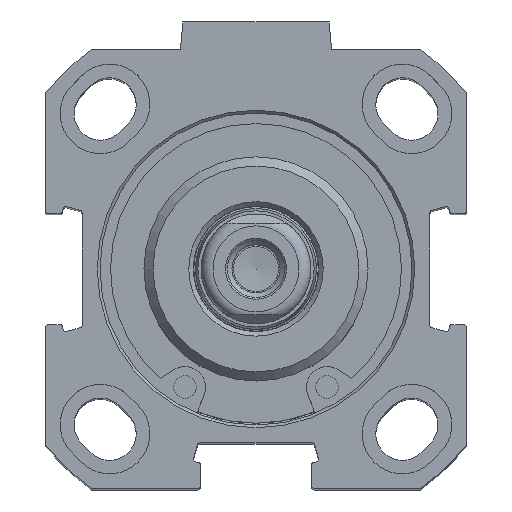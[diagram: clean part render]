
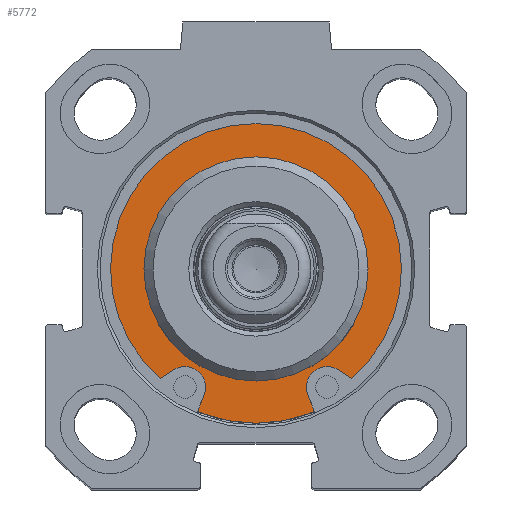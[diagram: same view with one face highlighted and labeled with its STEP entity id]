
A CAD part, top view. The second image highlights one B-rep face of the part: STEP entity #5772.
In plain terms, the highlighted planar face has unit normal (0, 0, 1).
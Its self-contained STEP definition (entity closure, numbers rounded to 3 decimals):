
#5682=CARTESIAN_POINT('',(0.,-11.9,85.9));
#5683=VERTEX_POINT('',#5682);
#5684=CARTESIAN_POINT('',(0.,0.,85.9));
#5685=DIRECTION('',(0.0,0.0,1.0));
#5686=DIRECTION('',(0.0,-1.0,0.0));
#5687=AXIS2_PLACEMENT_3D('',#5684,#5685,#5686);
#5688=CIRCLE('',#5687,11.9);
#5689=EDGE_CURVE('',#5683,#5683,#5688,.T.);
#5694=CARTESIAN_POINT('',(0.,-14.375,85.9));
#5695=DIRECTION('',(0.0,0.0,1.0));
#5696=DIRECTION('',(1.0,0.0,0.0));
#5697=AXIS2_PLACEMENT_3D('',#5694,#5695,#5696);
#5698=PLANE('',#5697);
#5699=CARTESIAN_POINT('',(-5.658,-13.721,85.9));
#5700=VERTEX_POINT('',#5699);
#5701=CARTESIAN_POINT('',(-6.389,-15.592,85.9));
#5702=VERTEX_POINT('',#5701);
#5703=CARTESIAN_POINT('',(-5.658,-13.721,85.9));
#5704=DIRECTION('',(-0.364,-0.931,0.0));
#5705=VECTOR('',#5704,2.008);
#5706=LINE('',#5703,#5705);
#5707=EDGE_CURVE('',#5700,#5702,#5706,.T.);
#5708=ORIENTED_EDGE('',*,*,#5707,.T.);
#5709=CARTESIAN_POINT('',(6.389,-15.592,85.9));
#5710=VERTEX_POINT('',#5709);
#5711=CARTESIAN_POINT('',(0.,0.,85.9));
#5712=DIRECTION('',(0.0,0.0,1.0));
#5713=DIRECTION('',(0.0,-1.0,0.0));
#5714=AXIS2_PLACEMENT_3D('',#5711,#5712,#5713);
#5715=CIRCLE('',#5714,16.85);
#5716=EDGE_CURVE('',#5702,#5710,#5715,.T.);
#5717=ORIENTED_EDGE('',*,*,#5716,.T.);
#5718=CARTESIAN_POINT('',(5.658,-13.721,85.9));
#5719=VERTEX_POINT('',#5718);
#5720=CARTESIAN_POINT('',(6.389,-15.592,85.9));
#5721=DIRECTION('',(-0.364,0.931,0.0));
#5722=VECTOR('',#5721,2.008);
#5723=LINE('',#5720,#5722);
#5724=EDGE_CURVE('',#5710,#5719,#5723,.T.);
#5725=ORIENTED_EDGE('',*,*,#5724,.T.);
#5726=CARTESIAN_POINT('',(8.967,-11.007,85.9));
#5727=VERTEX_POINT('',#5726);
#5728=CARTESIAN_POINT('',(7.754,-12.902,85.9));
#5729=DIRECTION('',(0.0,0.0,-1.0));
#5730=DIRECTION('',(-0.539,-0.842,0.0));
#5731=AXIS2_PLACEMENT_3D('',#5728,#5729,#5730);
#5732=CIRCLE('',#5731,2.25);
#5733=EDGE_CURVE('',#5719,#5727,#5732,.T.);
#5734=ORIENTED_EDGE('',*,*,#5733,.T.);
#5735=CARTESIAN_POINT('',(10.468,-11.968,85.9));
#5736=VERTEX_POINT('',#5735);
#5737=CARTESIAN_POINT('',(8.967,-11.007,85.9));
#5738=DIRECTION('',(0.842,-0.539,0.0));
#5739=VECTOR('',#5738,1.782);
#5740=LINE('',#5737,#5739);
#5741=EDGE_CURVE('',#5727,#5736,#5740,.T.);
#5742=ORIENTED_EDGE('',*,*,#5741,.T.);
#5743=CARTESIAN_POINT('',(-10.468,-11.968,85.9));
#5744=VERTEX_POINT('',#5743);
#5745=CARTESIAN_POINT('',(0.,0.,85.9));
#5746=DIRECTION('',(0.0,0.0,1.0));
#5747=DIRECTION('',(0.658,-0.753,0.0));
#5748=AXIS2_PLACEMENT_3D('',#5745,#5746,#5747);
#5749=CIRCLE('',#5748,15.9);
#5750=EDGE_CURVE('',#5736,#5744,#5749,.T.);
#5751=ORIENTED_EDGE('',*,*,#5750,.T.);
#5752=CARTESIAN_POINT('',(-8.967,-11.007,85.9));
#5753=VERTEX_POINT('',#5752);
#5754=CARTESIAN_POINT('',(-10.468,-11.968,85.9));
#5755=DIRECTION('',(0.842,0.539,0.0));
#5756=VECTOR('',#5755,1.782);
#5757=LINE('',#5754,#5756);
#5758=EDGE_CURVE('',#5744,#5753,#5757,.T.);
#5759=ORIENTED_EDGE('',*,*,#5758,.T.);
#5760=CARTESIAN_POINT('',(-7.754,-12.902,85.9));
#5761=DIRECTION('',(0.0,0.0,-1.0));
#5762=DIRECTION('',(-0.931,0.364,0.0));
#5763=AXIS2_PLACEMENT_3D('',#5760,#5761,#5762);
#5764=CIRCLE('',#5763,2.25);
#5765=EDGE_CURVE('',#5753,#5700,#5764,.T.);
#5766=ORIENTED_EDGE('',*,*,#5765,.T.);
#5767=EDGE_LOOP('',(#5708,#5717,#5725,#5734,#5742,#5751,#5759,#5766));
#5768=FACE_OUTER_BOUND('',#5767,.T.);
#5769=ORIENTED_EDGE('',*,*,#5689,.F.);
#5770=EDGE_LOOP('',(#5769));
#5771=FACE_BOUND('',#5770,.T.);
#5772=ADVANCED_FACE('',(#5768,#5771),#5698,.T.);
